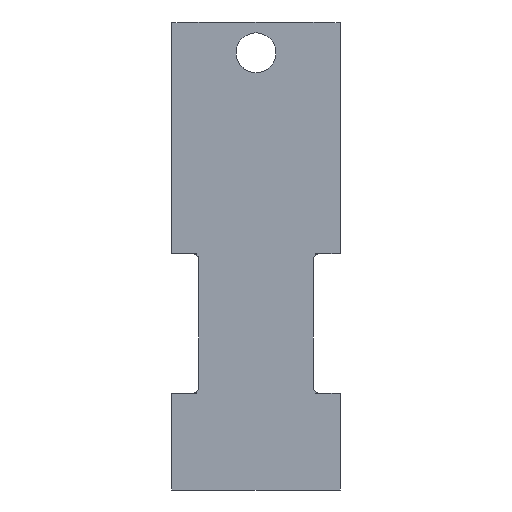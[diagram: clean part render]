
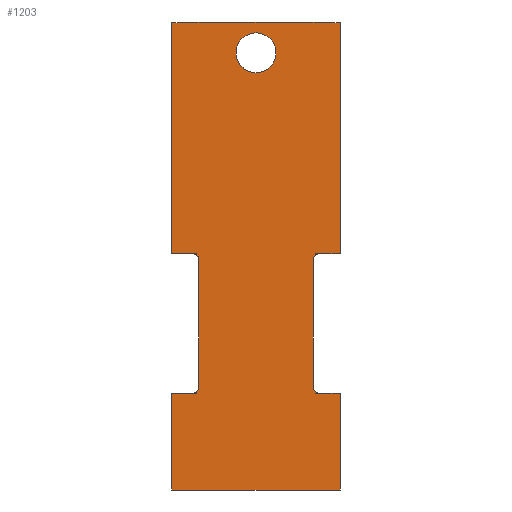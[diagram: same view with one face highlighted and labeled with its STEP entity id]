
A CAD part, front view. The second image highlights one B-rep face of the part: STEP entity #1203.
In plain terms, the highlighted planar face has unit normal (0, -1, 0).
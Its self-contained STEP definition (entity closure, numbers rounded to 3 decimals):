
#121=CARTESIAN_POINT('',(-0.,781.322,-34.35));
#122=VERTEX_POINT('',#121);
#131=CARTESIAN_POINT('',(0.,781.322,-31.));
#132=DIRECTION('',(0.,-1.,0.));
#133=DIRECTION('',(0.,0.,-1.));
#134=AXIS2_PLACEMENT_3D('',#131,#132,#133);
#135=CIRCLE('',#134,3.35);
#136=EDGE_CURVE('',#122,#122,#135,.T.);
#204=CARTESIAN_POINT('',(14.103,781.322,-88.036));
#205=VERTEX_POINT('',#204);
#212=CARTESIAN_POINT('',(14.103,781.322,-104.263));
#213=VERTEX_POINT('',#212);
#214=CARTESIAN_POINT('',(14.103,781.322,-88.036));
#215=DIRECTION('',(0.,0.,-1.));
#216=VECTOR('',#215,16.227);
#217=LINE('',#214,#216);
#218=EDGE_CURVE('',#205,#213,#217,.T.);
#245=CARTESIAN_POINT('',(10.003,781.322,-64.871));
#246=VERTEX_POINT('',#245);
#253=CARTESIAN_POINT('',(9.607,781.322,-65.668));
#254=VERTEX_POINT('',#253);
#255=CARTESIAN_POINT('',(10.607,781.322,-65.668));
#256=DIRECTION('',(0.,1.,0.));
#257=DIRECTION('',(0.,-0.,1.));
#258=AXIS2_PLACEMENT_3D('',#255,#256,#257);
#259=CIRCLE('',#258,1.);
#260=EDGE_CURVE('',#254,#246,#259,.T.);
#295=CARTESIAN_POINT('',(10.003,781.322,-87.833));
#296=VERTEX_POINT('',#295);
#329=CARTESIAN_POINT('',(9.607,781.322,-87.036));
#330=VERTEX_POINT('',#329);
#337=CARTESIAN_POINT('',(10.607,781.322,-87.036));
#338=DIRECTION('',(-0.,1.,-0.));
#339=DIRECTION('',(0.,0.,-1.));
#340=AXIS2_PLACEMENT_3D('',#337,#338,#339);
#341=CIRCLE('',#340,1.);
#342=EDGE_CURVE('',#296,#330,#341,.T.);
#385=CARTESIAN_POINT('',(-14.103,781.322,-88.036));
#386=VERTEX_POINT('',#385);
#401=CARTESIAN_POINT('',(-14.103,781.322,-104.263));
#402=VERTEX_POINT('',#401);
#409=CARTESIAN_POINT('',(-14.103,781.322,-88.036));
#410=DIRECTION('',(-0.,-0.,-1.));
#411=VECTOR('',#410,16.227);
#412=LINE('',#409,#411);
#413=EDGE_CURVE('',#386,#402,#412,.T.);
#582=CARTESIAN_POINT('',(-9.903,781.322,-88.036));
#583=VERTEX_POINT('',#582);
#584=CARTESIAN_POINT('',(-9.903,781.322,-88.036));
#585=DIRECTION('',(-1.,0.,0.));
#586=VECTOR('',#585,4.2);
#587=LINE('',#584,#586);
#588=EDGE_CURVE('',#583,#386,#587,.T.);
#638=CARTESIAN_POINT('',(-10.108,781.322,-25.963));
#639=VERTEX_POINT('',#638);
#646=CARTESIAN_POINT('',(-9.25,781.322,-25.837));
#647=VERTEX_POINT('',#646);
#648=CARTESIAN_POINT('',(-9.25,781.322,-28.837));
#649=DIRECTION('',(0.,-1.,0.));
#650=DIRECTION('',(0.,0.,-1.));
#651=AXIS2_PLACEMENT_3D('',#648,#649,#650);
#652=CIRCLE('',#651,3.);
#653=EDGE_CURVE('',#647,#639,#652,.T.);
#687=CARTESIAN_POINT('',(-9.903,781.322,-87.746));
#688=VERTEX_POINT('',#687);
#695=CARTESIAN_POINT('',(-9.607,781.322,-87.036));
#696=VERTEX_POINT('',#695);
#697=CARTESIAN_POINT('',(-10.607,781.322,-87.036));
#698=DIRECTION('',(-0.,1.,-0.));
#699=DIRECTION('',(0.,0.,-1.));
#700=AXIS2_PLACEMENT_3D('',#697,#698,#699);
#701=CIRCLE('',#700,1.);
#702=EDGE_CURVE('',#696,#688,#701,.T.);
#730=CARTESIAN_POINT('',(-9.903,781.322,-64.958));
#731=VERTEX_POINT('',#730);
#755=CARTESIAN_POINT('',(-9.607,781.322,-65.668));
#756=VERTEX_POINT('',#755);
#763=CARTESIAN_POINT('',(-10.607,781.322,-65.668));
#764=DIRECTION('',(0.,1.,0.));
#765=DIRECTION('',(0.,-0.,1.));
#766=AXIS2_PLACEMENT_3D('',#763,#764,#765);
#767=CIRCLE('',#766,1.);
#768=EDGE_CURVE('',#731,#756,#767,.T.);
#787=CARTESIAN_POINT('',(9.25,781.322,-25.837));
#788=VERTEX_POINT('',#787);
#789=CARTESIAN_POINT('',(-9.25,781.322,-25.837));
#790=DIRECTION('',(1.,-0.,-0.));
#791=VECTOR('',#790,18.5);
#792=LINE('',#789,#791);
#793=EDGE_CURVE('',#647,#788,#792,.T.);
#886=CARTESIAN_POINT('',(9.607,781.322,-65.668));
#887=DIRECTION('',(-0.,-0.,-1.));
#888=VECTOR('',#887,21.367);
#889=LINE('',#886,#888);
#890=EDGE_CURVE('',#254,#330,#889,.T.);
#910=CARTESIAN_POINT('',(10.003,781.322,-88.036));
#911=VERTEX_POINT('',#910);
#918=CARTESIAN_POINT('',(10.003,781.322,-88.036));
#919=DIRECTION('',(1.,0.,-0.));
#920=VECTOR('',#919,4.1);
#921=LINE('',#918,#920);
#922=EDGE_CURVE('',#911,#205,#921,.T.);
#987=CARTESIAN_POINT('',(14.103,781.322,-104.263));
#988=DIRECTION('',(-1.,-0.,0.));
#989=VECTOR('',#988,28.207);
#990=LINE('',#987,#989);
#991=EDGE_CURVE('',#213,#402,#990,.T.);
#1032=CARTESIAN_POINT('',(-9.607,781.322,-65.668));
#1033=DIRECTION('',(-0.,-0.,-1.));
#1034=VECTOR('',#1033,21.367);
#1035=LINE('',#1032,#1034);
#1036=EDGE_CURVE('',#756,#696,#1035,.T.);
#1099=CARTESIAN_POINT('',(0.,781.322,0.));
#1100=DIRECTION('',(0.,1.,0.));
#1101=DIRECTION('',(-1.,0.,0.));
#1102=AXIS2_PLACEMENT_3D('',#1099,#1100,#1101);
#1103=PLANE('',#1102);
#1104=ORIENTED_EDGE('',*,*,#136,.F.);
#1105=EDGE_LOOP('',(#1104));
#1106=FACE_BOUND('',#1105,.T.);
#1107=CARTESIAN_POINT('',(10.003,781.322,-64.663));
#1108=VERTEX_POINT('',#1107);
#1109=CARTESIAN_POINT('',(10.003,781.322,-64.663));
#1110=DIRECTION('',(0.,0.,-1.));
#1111=VECTOR('',#1110,0.208);
#1112=LINE('',#1109,#1111);
#1113=EDGE_CURVE('',#1108,#246,#1112,.T.);
#1114=ORIENTED_EDGE('',*,*,#1113,.F.);
#1115=CARTESIAN_POINT('',(14.103,781.322,-64.663));
#1116=VERTEX_POINT('',#1115);
#1117=CARTESIAN_POINT('',(10.003,781.322,-64.663));
#1118=DIRECTION('',(1.,-0.,-0.));
#1119=VECTOR('',#1118,4.1);
#1120=LINE('',#1117,#1119);
#1121=EDGE_CURVE('',#1108,#1116,#1120,.T.);
#1122=ORIENTED_EDGE('',*,*,#1121,.T.);
#1123=CARTESIAN_POINT('',(14.103,781.322,-25.963));
#1124=VERTEX_POINT('',#1123);
#1125=CARTESIAN_POINT('',(14.103,781.322,-25.963));
#1126=DIRECTION('',(0.,0.,-1.));
#1127=VECTOR('',#1126,38.7);
#1128=LINE('',#1125,#1127);
#1129=EDGE_CURVE('',#1124,#1116,#1128,.T.);
#1130=ORIENTED_EDGE('',*,*,#1129,.F.);
#1131=CARTESIAN_POINT('',(10.108,781.322,-25.963));
#1132=VERTEX_POINT('',#1131);
#1133=CARTESIAN_POINT('',(10.108,781.322,-25.963));
#1134=DIRECTION('',(1.,-0.,-0.));
#1135=VECTOR('',#1134,3.995);
#1136=LINE('',#1133,#1135);
#1137=EDGE_CURVE('',#1132,#1124,#1136,.T.);
#1138=ORIENTED_EDGE('',*,*,#1137,.F.);
#1139=CARTESIAN_POINT('',(9.25,781.322,-28.837));
#1140=DIRECTION('',(0.,-1.,0.));
#1141=DIRECTION('',(0.,0.,-1.));
#1142=AXIS2_PLACEMENT_3D('',#1139,#1140,#1141);
#1143=CIRCLE('',#1142,3.);
#1144=EDGE_CURVE('',#1132,#788,#1143,.T.);
#1145=ORIENTED_EDGE('',*,*,#1144,.T.);
#1146=ORIENTED_EDGE('',*,*,#793,.F.);
#1147=ORIENTED_EDGE('',*,*,#653,.T.);
#1148=CARTESIAN_POINT('',(-14.103,781.322,-25.963));
#1149=VERTEX_POINT('',#1148);
#1150=CARTESIAN_POINT('',(-10.108,781.322,-25.963));
#1151=DIRECTION('',(-1.,0.,0.));
#1152=VECTOR('',#1151,3.995);
#1153=LINE('',#1150,#1152);
#1154=EDGE_CURVE('',#639,#1149,#1153,.T.);
#1155=ORIENTED_EDGE('',*,*,#1154,.T.);
#1156=CARTESIAN_POINT('',(-14.103,781.322,-64.663));
#1157=VERTEX_POINT('',#1156);
#1158=CARTESIAN_POINT('',(-14.103,781.322,-25.963));
#1159=DIRECTION('',(-0.,-0.,-1.));
#1160=VECTOR('',#1159,38.7);
#1161=LINE('',#1158,#1160);
#1162=EDGE_CURVE('',#1149,#1157,#1161,.T.);
#1163=ORIENTED_EDGE('',*,*,#1162,.T.);
#1164=CARTESIAN_POINT('',(-9.903,781.322,-64.663));
#1165=VERTEX_POINT('',#1164);
#1166=CARTESIAN_POINT('',(-9.903,781.322,-64.663));
#1167=DIRECTION('',(-1.,-0.,0.));
#1168=VECTOR('',#1167,4.2);
#1169=LINE('',#1166,#1168);
#1170=EDGE_CURVE('',#1165,#1157,#1169,.T.);
#1171=ORIENTED_EDGE('',*,*,#1170,.F.);
#1172=CARTESIAN_POINT('',(-9.903,781.322,-64.663));
#1173=DIRECTION('',(-0.,-0.,-1.));
#1174=VECTOR('',#1173,0.295);
#1175=LINE('',#1172,#1174);
#1176=EDGE_CURVE('',#1165,#731,#1175,.T.);
#1177=ORIENTED_EDGE('',*,*,#1176,.T.);
#1178=ORIENTED_EDGE('',*,*,#768,.T.);
#1179=ORIENTED_EDGE('',*,*,#1036,.T.);
#1180=ORIENTED_EDGE('',*,*,#702,.T.);
#1181=CARTESIAN_POINT('',(-9.903,781.322,-87.746));
#1182=DIRECTION('',(-0.,-0.,-1.));
#1183=VECTOR('',#1182,0.29);
#1184=LINE('',#1181,#1183);
#1185=EDGE_CURVE('',#688,#583,#1184,.T.);
#1186=ORIENTED_EDGE('',*,*,#1185,.T.);
#1187=ORIENTED_EDGE('',*,*,#588,.T.);
#1188=ORIENTED_EDGE('',*,*,#413,.T.);
#1189=ORIENTED_EDGE('',*,*,#991,.F.);
#1190=ORIENTED_EDGE('',*,*,#218,.F.);
#1191=ORIENTED_EDGE('',*,*,#922,.F.);
#1192=CARTESIAN_POINT('',(10.003,781.322,-87.833));
#1193=DIRECTION('',(0.,0.,-1.));
#1194=VECTOR('',#1193,0.203);
#1195=LINE('',#1192,#1194);
#1196=EDGE_CURVE('',#296,#911,#1195,.T.);
#1197=ORIENTED_EDGE('',*,*,#1196,.F.);
#1198=ORIENTED_EDGE('',*,*,#342,.T.);
#1199=ORIENTED_EDGE('',*,*,#890,.F.);
#1200=ORIENTED_EDGE('',*,*,#260,.T.);
#1201=EDGE_LOOP('',(#1114,#1122,#1130,#1138,#1145,#1146,#1147,#1155,#1163,#1171,#1177,#1178,#1179,#1180,#1186,#1187,#1188,#1189,#1190,#1191,#1197,#1198,#1199,#1200));
#1202=FACE_BOUND('',#1201,.T.);
#1203=ADVANCED_FACE('',(#1106,#1202),#1103,.F.);
